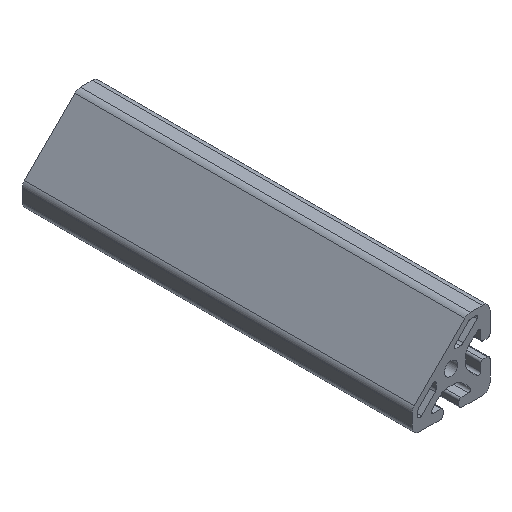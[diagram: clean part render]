
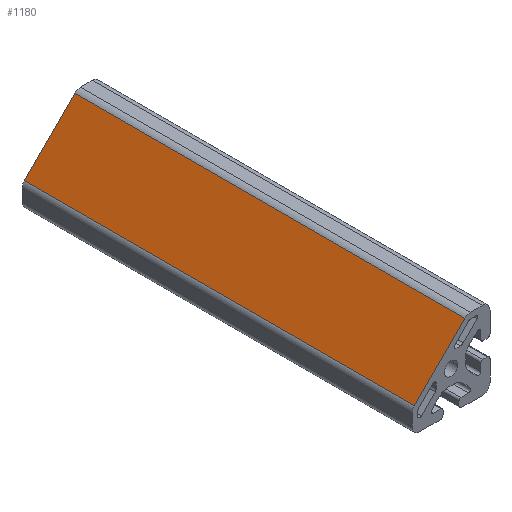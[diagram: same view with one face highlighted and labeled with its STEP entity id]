
A CAD part, isometric view. The second image highlights one B-rep face of the part: STEP entity #1180.
In plain terms, the highlighted planar face has unit normal (-0.707, 0, 0.707).
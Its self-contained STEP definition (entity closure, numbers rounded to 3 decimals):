
#38=PLANE('',#1287);
#87=FACE_OUTER_BOUND('',#149,.T.);
#149=EDGE_LOOP('',(#906,#907,#908,#909));
#233=LINE('',#1884,#341);
#248=LINE('',#1935,#356);
#249=LINE('',#1937,#357);
#250=LINE('',#1938,#358);
#341=VECTOR('',#1515,200.);
#356=VECTOR('',#1572,36.686);
#357=VECTOR('',#1573,200.);
#358=VECTOR('',#1574,36.686);
#524=VERTEX_POINT('',#1881);
#525=VERTEX_POINT('',#1883);
#540=VERTEX_POINT('',#1934);
#541=VERTEX_POINT('',#1936);
#668=EDGE_CURVE('',#524,#525,#233,.T.);
#694=EDGE_CURVE('',#524,#540,#248,.T.);
#695=EDGE_CURVE('',#540,#541,#249,.T.);
#696=EDGE_CURVE('',#525,#541,#250,.T.);
#906=ORIENTED_EDGE('',*,*,#694,.T.);
#907=ORIENTED_EDGE('',*,*,#695,.T.);
#908=ORIENTED_EDGE('',*,*,#696,.F.);
#909=ORIENTED_EDGE('',*,*,#668,.F.);
#1180=ADVANCED_FACE('',(#87),#38,.T.);
#1287=AXIS2_PLACEMENT_3D('',#1933,#1570,#1571);
#1515=DIRECTION('',(0.,-1.,0.));
#1570=DIRECTION('center_axis',(-0.707,0.,0.707));
#1571=DIRECTION('ref_axis',(0.707,0.,0.707));
#1572=DIRECTION('',(-0.707,0.,-0.707));
#1573=DIRECTION('',(0.,-1.,0.));
#1574=DIRECTION('',(-0.707,0.,-0.707));
#1881=CARTESIAN_POINT('',(7.113,200.,18.828));
#1883=CARTESIAN_POINT('',(7.113,0.,18.828));
#1884=CARTESIAN_POINT('',(7.113,0.,18.828));
#1933=CARTESIAN_POINT('Origin',(-18.828,0.,-7.113));
#1934=CARTESIAN_POINT('',(-18.828,200.,-7.113));
#1935=CARTESIAN_POINT('',(-12.343,200.,-0.627));
#1936=CARTESIAN_POINT('',(-18.828,0.,-7.113));
#1937=CARTESIAN_POINT('',(-18.828,0.,-7.113));
#1938=CARTESIAN_POINT('',(-12.343,0.,-0.627));
